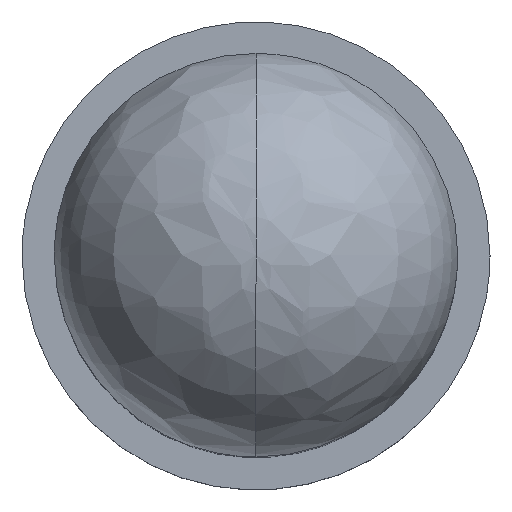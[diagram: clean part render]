
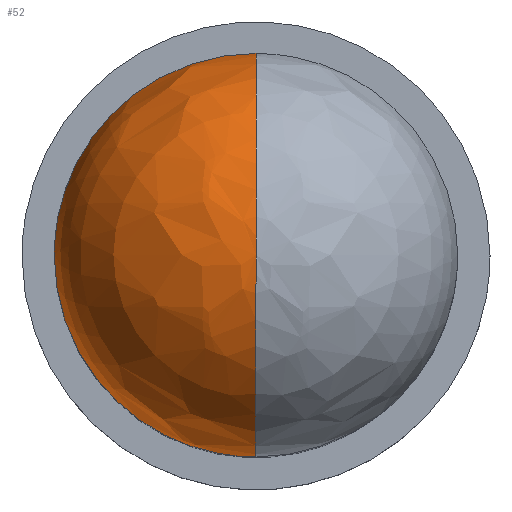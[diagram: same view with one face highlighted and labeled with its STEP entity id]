
A CAD part, top view. The second image highlights one B-rep face of the part: STEP entity #52.
In plain terms, the highlighted free-form (B-spline) face has degree [3, 2] with [20, 3] control points.
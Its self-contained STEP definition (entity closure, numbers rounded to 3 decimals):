
#52=ADVANCED_FACE('',(#100),#694,.T.);
#100=FACE_OUTER_BOUND('',#148,.T.);
#148=EDGE_LOOP('',(#318,#319,#320,#321));
#318=ORIENTED_EDGE('',*,*,#497,.T.);
#319=ORIENTED_EDGE('',*,*,#476,.F.);
#320=ORIENTED_EDGE('',*,*,#475,.T.);
#321=ORIENTED_EDGE('',*,*,#495,.T.);
#475=EDGE_CURVE('',#668,#680,#529,.T.);
#476=EDGE_CURVE('',#668,#669,#530,.T.);
#495=EDGE_CURVE('',#680,#681,#547,.T.);
#497=EDGE_CURVE('',#681,#669,#549,.T.);
#529=(
BOUNDED_CURVE()
B_SPLINE_CURVE(2,(#1328,#1329,#1330),.UNSPECIFIED.,.F.,.F.)
B_SPLINE_CURVE_WITH_KNOTS((3,3),(3.927,7.854),
 .UNSPECIFIED.)
CURVE()
GEOMETRIC_REPRESENTATION_ITEM()
RATIONAL_B_SPLINE_CURVE((1.,0.707,1.))
REPRESENTATION_ITEM('')
);
#530=(
BOUNDED_CURVE()
B_SPLINE_CURVE(2,(#1331,#1332,#1333),.UNSPECIFIED.,.F.,.F.)
B_SPLINE_CURVE_WITH_KNOTS((3,3),(-3.927,0.),.UNSPECIFIED.)
CURVE()
GEOMETRIC_REPRESENTATION_ITEM()
RATIONAL_B_SPLINE_CURVE((1.,0.707,1.))
REPRESENTATION_ITEM('')
);
#547=(
BOUNDED_CURVE()
B_SPLINE_CURVE(2,(#1389,#1390,#1391),.UNSPECIFIED.,.F.,.F.)
B_SPLINE_CURVE_WITH_KNOTS((3,3),(7.854,11.781),
 .UNSPECIFIED.)
CURVE()
GEOMETRIC_REPRESENTATION_ITEM()
RATIONAL_B_SPLINE_CURVE((1.,0.707,1.))
REPRESENTATION_ITEM('')
);
#549=(
BOUNDED_CURVE()
B_SPLINE_CURVE(2,(#1397,#1398,#1399),.UNSPECIFIED.,.F.,.F.)
B_SPLINE_CURVE_WITH_KNOTS((3,3),(-3.927,0.),.UNSPECIFIED.)
CURVE()
GEOMETRIC_REPRESENTATION_ITEM()
RATIONAL_B_SPLINE_CURVE((1.,0.707,1.))
REPRESENTATION_ITEM('')
);
#668=VERTEX_POINT('',#1113);
#669=VERTEX_POINT('',#1114);
#680=VERTEX_POINT('',#1125);
#681=VERTEX_POINT('',#1126);
#694=(
BOUNDED_SURFACE()
B_SPLINE_SURFACE(3,2,((#917,#918,#919),(#920,#921,#922),(#923,#924,#925),
(#926,#927,#928),(#929,#930,#931),(#932,#933,#934),(#935,#936,#937),(#938,
#939,#940),(#941,#942,#943),(#944,#945,#946),(#947,#948,#949),(#950,#951,
#952),(#953,#954,#955),(#956,#957,#958),(#959,#960,#961),(#962,#963,#964),
(#965,#966,#967),(#968,#969,#970),(#971,#972,#973),(#974,#975,#976)),
 .UNSPECIFIED.,.F.,.F.,.F.)
B_SPLINE_SURFACE_WITH_KNOTS((4,1,1,1,1,1,1,1,1,1,1,1,1,1,1,1,1,4),(3,3),
(0.,0.229,0.457,0.942,1.448,
1.963,2.479,2.985,3.47,3.927,
4.384,4.869,5.375,5.89,6.406,
6.912,7.397,7.854),(-3.927,0.),
 .UNSPECIFIED.)
GEOMETRIC_REPRESENTATION_ITEM()
RATIONAL_B_SPLINE_SURFACE(((1.,0.707,1.),(1.,0.707,
1.),(1.,0.707,1.),(1.,0.707,
1.),(1.,0.707,1.),(1.,0.707,1.),
(1.,0.707,1.),(1.,0.707,
1.),(1.,0.707,1.),(1.,0.707,1.),(1.,
0.707,1.),(1.,0.707,1.),(1.,0.707,
1.),(1.,0.707,1.),(1.,0.707,1.),(1.,0.707,
1.),(1.,0.707,1.),(1.,0.707,1.),
(1.,0.707,1.),(1.,0.707,1.)))
REPRESENTATION_ITEM('')
SURFACE()
);
#917=CARTESIAN_POINT('',(0.,2.5,6.3));
#918=CARTESIAN_POINT('',(0.,2.5,8.8));
#919=CARTESIAN_POINT('',(0.,0.,8.8));
#920=CARTESIAN_POINT('',(-0.076,2.5,6.3));
#921=CARTESIAN_POINT('',(-0.076,2.5,8.8));
#922=CARTESIAN_POINT('',(0.,0.,8.8));
#923=CARTESIAN_POINT('',(-0.229,2.493,6.3));
#924=CARTESIAN_POINT('',(-0.229,2.493,8.8));
#925=CARTESIAN_POINT('',(0.,0.,8.8));
#926=CARTESIAN_POINT('',(-0.54,2.45,6.3));
#927=CARTESIAN_POINT('',(-0.54,2.45,8.8));
#928=CARTESIAN_POINT('',(0.,0.,8.8));
#929=CARTESIAN_POINT('',(-0.933,2.337,6.3));
#930=CARTESIAN_POINT('',(-0.933,2.337,8.8));
#931=CARTESIAN_POINT('',(0.,0.,8.8));
#932=CARTESIAN_POINT('',(-1.381,2.105,6.3));
#933=CARTESIAN_POINT('',(-1.381,2.105,8.8));
#934=CARTESIAN_POINT('',(0.,0.,8.8));
#935=CARTESIAN_POINT('',(-1.78,1.78,6.3));
#936=CARTESIAN_POINT('',(-1.78,1.78,8.8));
#937=CARTESIAN_POINT('',(0.,0.,8.8));
#938=CARTESIAN_POINT('',(-2.105,1.381,6.3));
#939=CARTESIAN_POINT('',(-2.105,1.381,8.8));
#940=CARTESIAN_POINT('',(0.,0.,8.8));
#941=CARTESIAN_POINT('',(-2.337,0.933,6.3));
#942=CARTESIAN_POINT('',(-2.337,0.933,8.8));
#943=CARTESIAN_POINT('',(0.,0.,8.8));
#944=CARTESIAN_POINT('',(-2.471,0.467,6.3));
#945=CARTESIAN_POINT('',(-2.471,0.467,8.8));
#946=CARTESIAN_POINT('',(0.,0.,8.8));
#947=CARTESIAN_POINT('',(-2.514,0.,6.3));
#948=CARTESIAN_POINT('',(-2.514,0.,8.8));
#949=CARTESIAN_POINT('',(0.,0.,8.8));
#950=CARTESIAN_POINT('',(-2.471,-0.467,6.3));
#951=CARTESIAN_POINT('',(-2.471,-0.467,8.8));
#952=CARTESIAN_POINT('',(0.,0.,8.8));
#953=CARTESIAN_POINT('',(-2.337,-0.933,6.3));
#954=CARTESIAN_POINT('',(-2.337,-0.933,8.8));
#955=CARTESIAN_POINT('',(0.,0.,8.8));
#956=CARTESIAN_POINT('',(-2.105,-1.381,6.3));
#957=CARTESIAN_POINT('',(-2.105,-1.381,8.8));
#958=CARTESIAN_POINT('',(0.,0.,8.8));
#959=CARTESIAN_POINT('',(-1.78,-1.78,6.3));
#960=CARTESIAN_POINT('',(-1.78,-1.78,8.8));
#961=CARTESIAN_POINT('',(0.,0.,8.8));
#962=CARTESIAN_POINT('',(-1.381,-2.105,6.3));
#963=CARTESIAN_POINT('',(-1.381,-2.105,8.8));
#964=CARTESIAN_POINT('',(0.,0.,8.8));
#965=CARTESIAN_POINT('',(-0.933,-2.337,6.3));
#966=CARTESIAN_POINT('',(-0.933,-2.337,8.8));
#967=CARTESIAN_POINT('',(0.,0.,8.8));
#968=CARTESIAN_POINT('',(-0.467,-2.471,6.3));
#969=CARTESIAN_POINT('',(-0.467,-2.471,8.8));
#970=CARTESIAN_POINT('',(0.,0.,8.8));
#971=CARTESIAN_POINT('',(-0.152,-2.5,6.3));
#972=CARTESIAN_POINT('',(-0.152,-2.5,8.8));
#973=CARTESIAN_POINT('',(0.,0.,8.8));
#974=CARTESIAN_POINT('',(0.,-2.5,6.3));
#975=CARTESIAN_POINT('',(0.,-2.5,8.8));
#976=CARTESIAN_POINT('',(0.,0.,8.8));
#1113=CARTESIAN_POINT('',(0.,2.5,6.3));
#1114=CARTESIAN_POINT('',(0.,0.,8.8));
#1125=CARTESIAN_POINT('',(-2.5,0.,6.3));
#1126=CARTESIAN_POINT('',(0.,-2.5,6.3));
#1328=CARTESIAN_POINT('',(0.,2.5,6.3));
#1329=CARTESIAN_POINT('',(-2.5,2.5,6.3));
#1330=CARTESIAN_POINT('',(-2.5,0.,6.3));
#1331=CARTESIAN_POINT('',(0.,2.5,6.3));
#1332=CARTESIAN_POINT('',(0.,2.5,8.8));
#1333=CARTESIAN_POINT('',(0.,0.,8.8));
#1389=CARTESIAN_POINT('',(-2.5,0.,6.3));
#1390=CARTESIAN_POINT('',(-2.5,-2.5,6.3));
#1391=CARTESIAN_POINT('',(0.,-2.5,6.3));
#1397=CARTESIAN_POINT('',(0.,-2.5,6.3));
#1398=CARTESIAN_POINT('',(0.,-2.5,8.8));
#1399=CARTESIAN_POINT('',(0.,0.,8.8));
